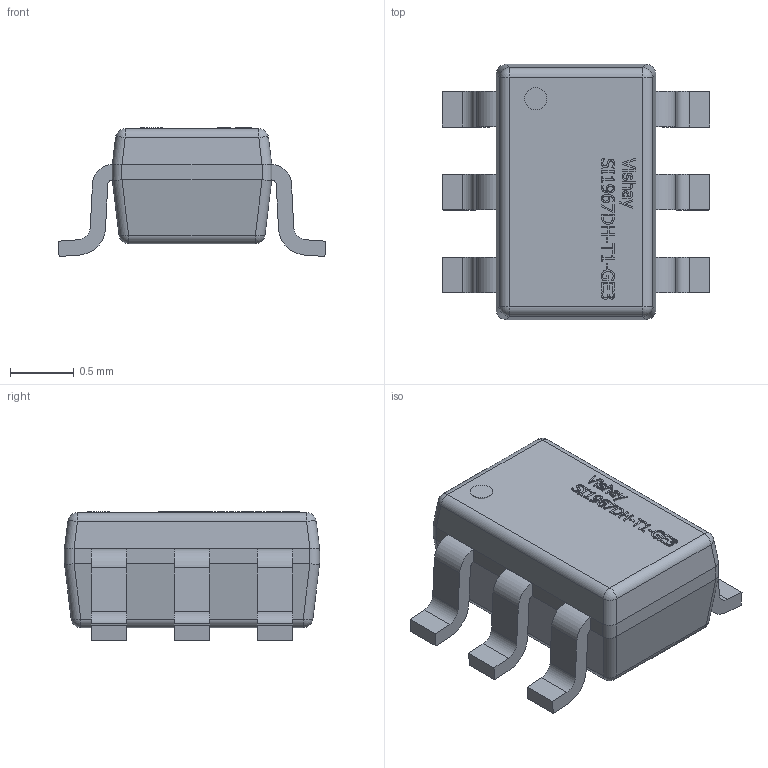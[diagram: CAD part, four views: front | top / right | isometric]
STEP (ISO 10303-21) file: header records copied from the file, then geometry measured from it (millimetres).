
FILE_DESCRIPTION( ( '' ), ' ' );
FILE_NAME( '5bb2483fcd29ac133a507d06.step', '2018-10-01T16:15:59', ( '' ), ( '' ), ' ', ' ', ' ' );
FILE_SCHEMA( ( 'AUTOMOTIVE_DESIGN { 1 0 10303 214 1 1 1 1 }' ) );
Length unit declared in the file: metre
Products named in the file (30): Open CASCADE STEP translator 6.8 8; Open CASCADE STEP translator 6.8 7; Open CASCADE STEP translator 6.8 6; Open CASCADE STEP translator 6.8 5; Open CASCADE STEP translator 6.8 4; Open CASCADE STEP translator 6.8 3; Open CASCADE STEP translator 6.8 2; Open CASCADE STEP translator 6.8 1
Bounding box: 2.1 x 2 x 1.01 mm (x, y, z)
Volume: 2.3 mm3; surface area: 15.4 mm2
Topology: 30 solids, 30 shells, 446 faces, 1128 edges, 742 vertices
Faces by surface type: plane 258, cylinder 136, extrusion 40, sphere 8, bspline 4
Full cylindrical faces by diameter (mm): 0.174 x1
Entity records: 23360 total; most frequent: CARTESIAN_POINT 3239, ORIENTED_EDGE 2254, DIRECTION 2106, STYLED_ITEM 1573, PRESENTATION_STYLE_ASSIGNMENT 1573, COLOUR_RGB 1573, EDGE_CURVE 1127, CURVE_STYLE 1127
